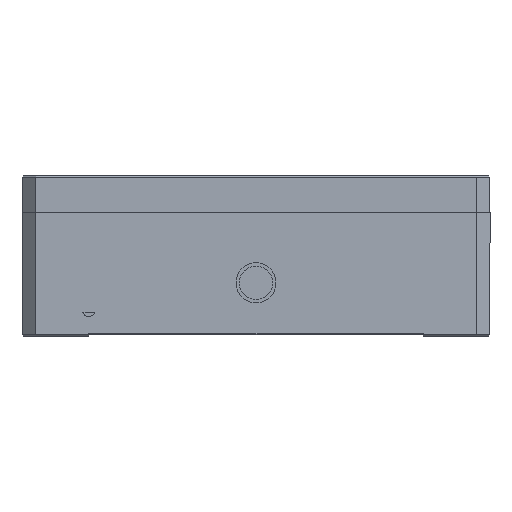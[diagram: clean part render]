
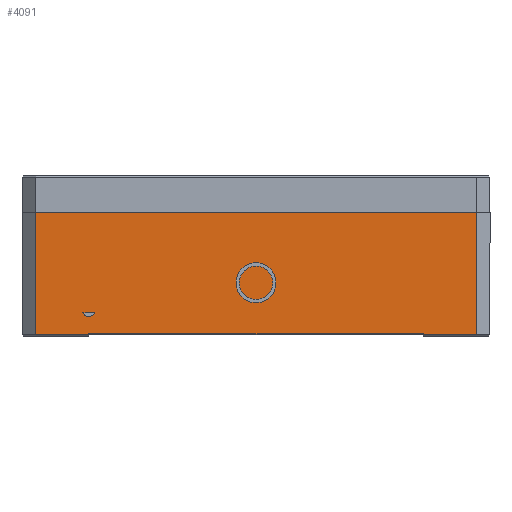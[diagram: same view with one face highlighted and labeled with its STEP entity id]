
A CAD part, front view. The second image highlights one B-rep face of the part: STEP entity #4091.
In plain terms, the highlighted planar face has unit normal (0, -1, 0).
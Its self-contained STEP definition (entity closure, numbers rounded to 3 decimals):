
#60 = AXIS2_PLACEMENT_3D ( 'NONE', #4635, #1853, #5745 ) ;
#61 = EDGE_CURVE ( 'NONE', #2387, #717, #2211, .T. ) ;
#241 = ORIENTED_EDGE ( 'NONE', *, *, #3522, .T. ) ;
#328 = CARTESIAN_POINT ( 'NONE',  ( -34.15, -69.364, -8.6 ) ) ;
#339 = DIRECTION ( 'NONE',  ( 0., 0., -1. ) ) ;
#549 = PLANE ( 'NONE',  #2455 ) ;
#672 = CARTESIAN_POINT ( 'NONE',  ( -24.15, -69.364, -5. ) ) ;
#717 = VERTEX_POINT ( 'NONE', #2389 ) ;
#800 = LINE ( 'NONE', #845, #1566 ) ;
#845 = CARTESIAN_POINT ( 'NONE',  ( -24.15, -69.364, -9. ) ) ;
#897 = FACE_BOUND ( 'NONE', #2722, .T. ) ;
#947 = ORIENTED_EDGE ( 'NONE', *, *, #3936, .F. ) ;
#1108 = CARTESIAN_POINT ( 'NONE',  ( -34.15, -69.364, -9. ) ) ;
#1154 = VECTOR ( 'NONE', #4893, 1000. ) ;
#1174 = AXIS2_PLACEMENT_3D ( 'NONE', #672, #3466, #6776 ) ;
#1241 = CARTESIAN_POINT ( 'NONE',  ( -23.255, -69.364, -5.5 ) ) ;
#1316 = ORIENTED_EDGE ( 'NONE', *, *, #4077, .F. ) ;
#1460 = VECTOR ( 'NONE', #6465, 1000. ) ;
#1464 = LINE ( 'NONE', #328, #6919 ) ;
#1566 = VECTOR ( 'NONE', #6373, 1000. ) ;
#1613 = VERTEX_POINT ( 'NONE', #3032 ) ;
#1735 = EDGE_CURVE ( 'NONE', #717, #6017, #800, .T. ) ;
#1827 = CIRCLE ( 'NONE', #1174, 1.025 ) ;
#1853 = DIRECTION ( 'NONE',  ( 0., -1., 0. ) ) ;
#1898 = LINE ( 'NONE', #2709, #2340 ) ;
#1993 = VERTEX_POINT ( 'NONE', #1241 ) ;
#2190 = LINE ( 'NONE', #2731, #2278 ) ;
#2208 = CARTESIAN_POINT ( 'NONE',  ( -25.045, -69.364, -5.5 ) ) ;
#2211 = LINE ( 'NONE', #6048, #5090 ) ;
#2234 = DIRECTION ( 'NONE',  ( 1., 0., 0. ) ) ;
#2278 = VECTOR ( 'NONE', #6655, 1000. ) ;
#2315 = VERTEX_POINT ( 'NONE', #5963 ) ;
#2340 = VECTOR ( 'NONE', #7160, 1000. ) ;
#2387 = VERTEX_POINT ( 'NONE', #4705 ) ;
#2389 = CARTESIAN_POINT ( 'NONE',  ( -24.15, -69.364, -8.8 ) ) ;
#2421 = CARTESIAN_POINT ( 'NONE',  ( 33.85, -69.364, -9. ) ) ;
#2455 = AXIS2_PLACEMENT_3D ( 'NONE', #1108, #6086, #2234 ) ;
#2473 = DIRECTION ( 'NONE',  ( 0., 0., 1. ) ) ;
#2660 = VERTEX_POINT ( 'NONE', #3264 ) ;
#2679 = VERTEX_POINT ( 'NONE', #2208 ) ;
#2709 = CARTESIAN_POINT ( 'NONE',  ( 25.85, -69.364, -9. ) ) ;
#2722 = EDGE_LOOP ( 'NONE', ( #3807, #6511, #947 ) ) ;
#2731 = CARTESIAN_POINT ( 'NONE',  ( -32.15, -69.364, -5.5 ) ) ;
#3032 = CARTESIAN_POINT ( 'NONE',  ( -32.15, -69.364, 9.5 ) ) ;
#3080 = VECTOR ( 'NONE', #2473, 1000. ) ;
#3222 = LINE ( 'NONE', #7069, #6513 ) ;
#3264 = CARTESIAN_POINT ( 'NONE',  ( 25.85, -69.364, -8.8 ) ) ;
#3466 = DIRECTION ( 'NONE',  ( 0., -1., 0. ) ) ;
#3522 = EDGE_CURVE ( 'NONE', #2660, #5770, #6069, .T. ) ;
#3764 = EDGE_CURVE ( 'NONE', #5770, #2315, #4029, .T. ) ;
#3807 = ORIENTED_EDGE ( 'NONE', *, *, #4658, .T. ) ;
#3854 = FACE_OUTER_BOUND ( 'NONE', #6888, .T. ) ;
#3936 = EDGE_CURVE ( 'NONE', #2679, #5720, #6704, .T. ) ;
#3991 = ORIENTED_EDGE ( 'NONE', *, *, #5734, .T. ) ;
#4029 = LINE ( 'NONE', #2421, #3080 ) ;
#4077 = EDGE_CURVE ( 'NONE', #1613, #2315, #6449, .T. ) ;
#4091 = ADVANCED_FACE ( 'NONE', ( #897, #3854 ), #549, .T. ) ;
#4197 = ORIENTED_EDGE ( 'NONE', *, *, #61, .T. ) ;
#4404 = CARTESIAN_POINT ( 'NONE',  ( 25.85, -69.364, -8.6 ) ) ;
#4470 = ORIENTED_EDGE ( 'NONE', *, *, #5366, .T. ) ;
#4635 = CARTESIAN_POINT ( 'NONE',  ( -24.15, -69.364, -5. ) ) ;
#4658 = EDGE_CURVE ( 'NONE', #2679, #1993, #2190, .T. ) ;
#4662 = VERTEX_POINT ( 'NONE', #4404 ) ;
#4705 = CARTESIAN_POINT ( 'NONE',  ( -32.15, -69.364, -8.8 ) ) ;
#4796 = EDGE_CURVE ( 'NONE', #5720, #1993, #1827, .T. ) ;
#4893 = DIRECTION ( 'NONE',  ( 1., 0., 0. ) ) ;
#4928 = ORIENTED_EDGE ( 'NONE', *, *, #1735, .T. ) ;
#5090 = VECTOR ( 'NONE', #6560, 1000. ) ;
#5366 = EDGE_CURVE ( 'NONE', #1613, #2387, #3222, .T. ) ;
#5403 = DIRECTION ( 'NONE',  ( 1., 0., 0. ) ) ;
#5717 = CARTESIAN_POINT ( 'NONE',  ( -24.15, -69.364, -8.6 ) ) ;
#5720 = VERTEX_POINT ( 'NONE', #5914 ) ;
#5734 = EDGE_CURVE ( 'NONE', #4662, #2660, #1898, .T. ) ;
#5745 = DIRECTION ( 'NONE',  ( 0., 0., -1. ) ) ;
#5770 = VERTEX_POINT ( 'NONE', #7116 ) ;
#5874 = CARTESIAN_POINT ( 'NONE',  ( 33.85, -69.364, -8.8 ) ) ;
#5914 = CARTESIAN_POINT ( 'NONE',  ( -24.15, -69.364, -6.025 ) ) ;
#5963 = CARTESIAN_POINT ( 'NONE',  ( 33.85, -69.364, 9.5 ) ) ;
#6017 = VERTEX_POINT ( 'NONE', #5717 ) ;
#6048 = CARTESIAN_POINT ( 'NONE',  ( -24.15, -69.364, -8.8 ) ) ;
#6069 = LINE ( 'NONE', #5874, #1460 ) ;
#6086 = DIRECTION ( 'NONE',  ( 0., -1., 0. ) ) ;
#6131 = ORIENTED_EDGE ( 'NONE', *, *, #6185, .T. ) ;
#6185 = EDGE_CURVE ( 'NONE', #6017, #4662, #1464, .T. ) ;
#6230 = ORIENTED_EDGE ( 'NONE', *, *, #3764, .T. ) ;
#6373 = DIRECTION ( 'NONE',  ( 0., 0., 1. ) ) ;
#6449 = LINE ( 'NONE', #6520, #1154 ) ;
#6465 = DIRECTION ( 'NONE',  ( 1., 0., 0. ) ) ;
#6511 = ORIENTED_EDGE ( 'NONE', *, *, #4796, .F. ) ;
#6513 = VECTOR ( 'NONE', #339, 1000. ) ;
#6520 = CARTESIAN_POINT ( 'NONE',  ( -32.15, -69.364, 9.5 ) ) ;
#6560 = DIRECTION ( 'NONE',  ( 1., 0., 0. ) ) ;
#6655 = DIRECTION ( 'NONE',  ( 1., 0., 0. ) ) ;
#6704 = CIRCLE ( 'NONE', #60, 1.025 ) ;
#6776 = DIRECTION ( 'NONE',  ( 0., 0., -1. ) ) ;
#6888 = EDGE_LOOP ( 'NONE', ( #6230, #1316, #4470, #4197, #4928, #6131, #3991, #241 ) ) ;
#6919 = VECTOR ( 'NONE', #5403, 1000. ) ;
#7069 = CARTESIAN_POINT ( 'NONE',  ( -32.15, -69.364, -9. ) ) ;
#7116 = CARTESIAN_POINT ( 'NONE',  ( 33.85, -69.364, -8.8 ) ) ;
#7160 = DIRECTION ( 'NONE',  ( 0., 0., -1. ) ) ;
